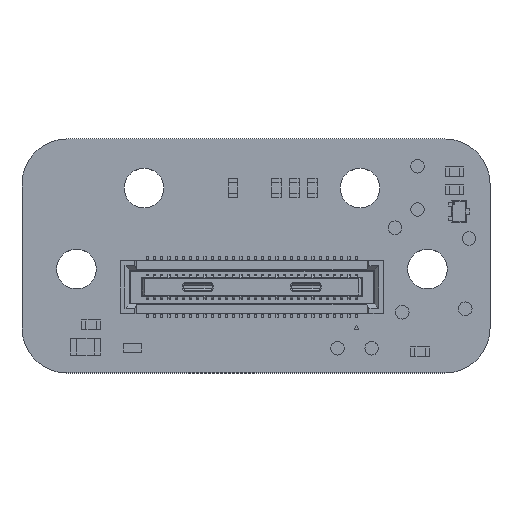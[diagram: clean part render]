
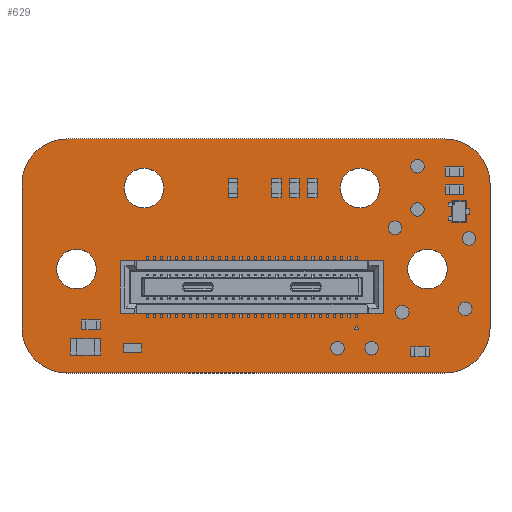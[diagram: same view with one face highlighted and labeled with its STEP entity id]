
A CAD part, top view. The second image highlights one B-rep face of the part: STEP entity #629.
In plain terms, the highlighted planar face has unit normal (0, 0, 1).
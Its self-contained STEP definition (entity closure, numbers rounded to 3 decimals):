
#220 = VERTEX_POINT('',#221);
#221 = CARTESIAN_POINT('',(-3.025,-3.271,0.995));
#227 = EDGE_CURVE('',#220,#228,#230,.T.);
#228 = VERTEX_POINT('',#229);
#229 = CARTESIAN_POINT('',(-3.025,4.729,0.995));
#230 = LINE('',#231,#232);
#231 = CARTESIAN_POINT('',(-3.025,-3.271,0.995));
#232 = VECTOR('',#233,1.);
#233 = DIRECTION('',(0.,1.,0.));
#258 = EDGE_CURVE('',#228,#259,#261,.T.);
#259 = VERTEX_POINT('',#260);
#260 = CARTESIAN_POINT('',(-0.525,7.229,0.995));
#261 = CIRCLE('',#262,2.499);
#262 = AXIS2_PLACEMENT_3D('',#263,#264,#265);
#263 = CARTESIAN_POINT('',(-0.526,4.73,0.995));
#264 = DIRECTION('',(0.,0.,-1.));
#265 = DIRECTION('',(-1.,0.,-0.));
#291 = EDGE_CURVE('',#259,#292,#294,.T.);
#292 = VERTEX_POINT('',#293);
#293 = CARTESIAN_POINT('',(20.475,7.229,0.995));
#294 = LINE('',#295,#296);
#295 = CARTESIAN_POINT('',(-0.525,7.229,0.995));
#296 = VECTOR('',#297,1.);
#297 = DIRECTION('',(1.,0.,0.));
#322 = EDGE_CURVE('',#292,#323,#325,.T.);
#323 = VERTEX_POINT('',#324);
#324 = CARTESIAN_POINT('',(22.975,4.729,0.995));
#325 = CIRCLE('',#326,2.501);
#326 = AXIS2_PLACEMENT_3D('',#327,#328,#329);
#327 = CARTESIAN_POINT('',(20.474,4.728,0.995));
#328 = DIRECTION('',(0.,0.,-1.));
#329 = DIRECTION('',(0.,1.,0.));
#355 = EDGE_CURVE('',#323,#356,#358,.T.);
#356 = VERTEX_POINT('',#357);
#357 = CARTESIAN_POINT('',(22.975,-3.271,0.995));
#358 = LINE('',#359,#360);
#359 = CARTESIAN_POINT('',(22.975,4.729,0.995));
#360 = VECTOR('',#361,1.);
#361 = DIRECTION('',(0.,-1.,0.));
#386 = EDGE_CURVE('',#356,#387,#389,.T.);
#387 = VERTEX_POINT('',#388);
#388 = CARTESIAN_POINT('',(20.475,-5.771,0.995));
#389 = CIRCLE('',#390,2.501);
#390 = AXIS2_PLACEMENT_3D('',#391,#392,#393);
#391 = CARTESIAN_POINT('',(20.474,-3.27,0.995));
#392 = DIRECTION('',(0.,0.,-1.));
#393 = DIRECTION('',(1.,0.,0.));
#419 = EDGE_CURVE('',#387,#420,#422,.T.);
#420 = VERTEX_POINT('',#421);
#421 = CARTESIAN_POINT('',(-0.525,-5.771,0.995));
#422 = LINE('',#423,#424);
#423 = CARTESIAN_POINT('',(20.475,-5.771,0.995));
#424 = VECTOR('',#425,1.);
#425 = DIRECTION('',(-1.,0.,0.));
#450 = EDGE_CURVE('',#420,#220,#451,.T.);
#451 = CIRCLE('',#452,2.499);
#452 = AXIS2_PLACEMENT_3D('',#453,#454,#455);
#453 = CARTESIAN_POINT('',(-0.526,-3.272,0.995));
#454 = DIRECTION('',(0.,0.,-1.));
#455 = DIRECTION('',(0.,-1.,0.));
#476 = VERTEX_POINT('',#477);
#477 = CARTESIAN_POINT('',(1.1,0.,0.995));
#483 = EDGE_CURVE('',#476,#476,#484,.T.);
#484 = CIRCLE('',#485,1.1);
#485 = AXIS2_PLACEMENT_3D('',#486,#487,#488);
#486 = CARTESIAN_POINT('',(0.,0.,0.995));
#487 = DIRECTION('',(0.,0.,1.));
#488 = DIRECTION('',(1.,0.,-0.));
#509 = VERTEX_POINT('',#510);
#510 = CARTESIAN_POINT('',(4.85,4.5,0.995));
#516 = EDGE_CURVE('',#509,#509,#517,.T.);
#517 = CIRCLE('',#518,1.1);
#518 = AXIS2_PLACEMENT_3D('',#519,#520,#521);
#519 = CARTESIAN_POINT('',(3.75,4.5,0.995));
#520 = DIRECTION('',(0.,0.,1.));
#521 = DIRECTION('',(1.,0.,-0.));
#542 = VERTEX_POINT('',#543);
#543 = CARTESIAN_POINT('',(20.6,0.,0.995));
#549 = EDGE_CURVE('',#542,#542,#550,.T.);
#550 = CIRCLE('',#551,1.1);
#551 = AXIS2_PLACEMENT_3D('',#552,#553,#554);
#552 = CARTESIAN_POINT('',(19.5,0.,0.995));
#553 = DIRECTION('',(0.,0.,1.));
#554 = DIRECTION('',(1.,0.,-0.));
#575 = VERTEX_POINT('',#576);
#576 = CARTESIAN_POINT('',(16.85,4.5,0.995));
#582 = EDGE_CURVE('',#575,#575,#583,.T.);
#583 = CIRCLE('',#584,1.1);
#584 = AXIS2_PLACEMENT_3D('',#585,#586,#587);
#585 = CARTESIAN_POINT('',(15.75,4.5,0.995));
#586 = DIRECTION('',(0.,0.,1.));
#587 = DIRECTION('',(1.,0.,-0.));
#629 = ADVANCED_FACE('',(#630,#640,#643,#646,#649),#652,.F.);
#630 = FACE_BOUND('',#631,.F.);
#631 = EDGE_LOOP('',(#632,#633,#634,#635,#636,#637,#638,#639));
#632 = ORIENTED_EDGE('',*,*,#227,.T.);
#633 = ORIENTED_EDGE('',*,*,#258,.T.);
#634 = ORIENTED_EDGE('',*,*,#291,.T.);
#635 = ORIENTED_EDGE('',*,*,#322,.T.);
#636 = ORIENTED_EDGE('',*,*,#355,.T.);
#637 = ORIENTED_EDGE('',*,*,#386,.T.);
#638 = ORIENTED_EDGE('',*,*,#419,.T.);
#639 = ORIENTED_EDGE('',*,*,#450,.T.);
#640 = FACE_BOUND('',#641,.F.);
#641 = EDGE_LOOP('',(#642));
#642 = ORIENTED_EDGE('',*,*,#483,.T.);
#643 = FACE_BOUND('',#644,.F.);
#644 = EDGE_LOOP('',(#645));
#645 = ORIENTED_EDGE('',*,*,#516,.T.);
#646 = FACE_BOUND('',#647,.F.);
#647 = EDGE_LOOP('',(#648));
#648 = ORIENTED_EDGE('',*,*,#549,.T.);
#649 = FACE_BOUND('',#650,.F.);
#650 = EDGE_LOOP('',(#651));
#651 = ORIENTED_EDGE('',*,*,#582,.T.);
#652 = PLANE('',#653);
#653 = AXIS2_PLACEMENT_3D('',#654,#655,#656);
#654 = CARTESIAN_POINT('',(9.975,0.729,0.995));
#655 = DIRECTION('',(-0.,-0.,-1.));
#656 = DIRECTION('',(-1.,0.,0.));
